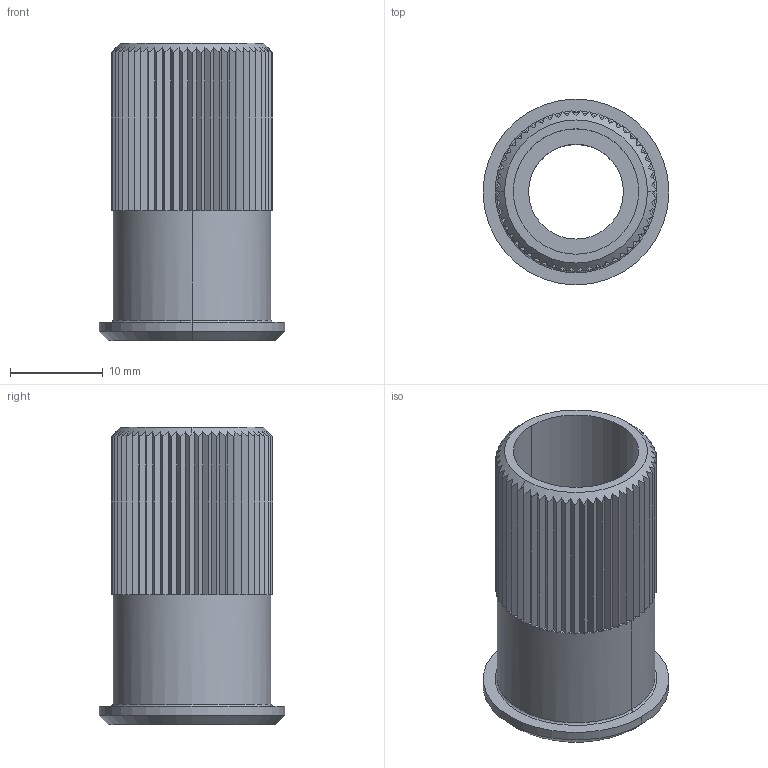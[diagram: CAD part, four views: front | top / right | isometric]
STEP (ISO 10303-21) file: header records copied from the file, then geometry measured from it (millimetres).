
FILE_DESCRIPTION (( 'STEP AP214' ), '1' );
FILE_NAME ('340me201.STEP', '2014-08-13T07:35:14', ( '' ), ( '' ), 'SwSTEP 2.0', 'SolidWorks 2014', '' );
FILE_SCHEMA (( 'AUTOMOTIVE_DESIGN' ));
Length unit declared in the file: millimetre
Products named in the file (1): 340me201
Bounding box: 20 x 20 x 32 mm (x, y, z)
Volume: 3962.3 mm3; surface area: 3673.4 mm2
Topology: 1 solids, 1 shells, 240 faces, 594 edges, 358 vertices
Faces by surface type: plane 224, cylinder 8, cone 6, bspline 2
Entity records: 7306 total; most frequent: CARTESIAN_POINT 1739, ORIENTED_EDGE 1188, DIRECTION 1090, EDGE_CURVE 594, AXIS2_PLACEMENT_3D 373, VERTEX_POINT 358, VECTOR 344, LINE 344
